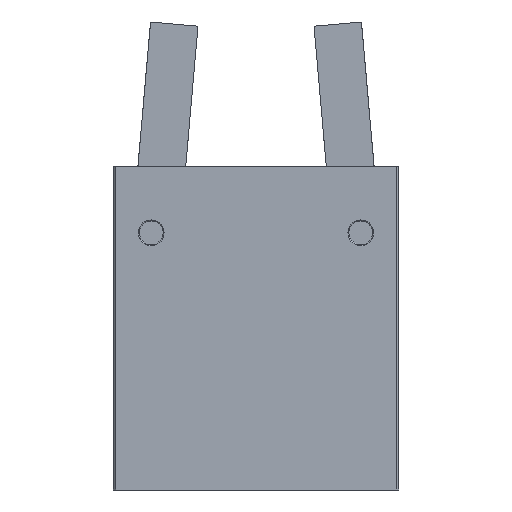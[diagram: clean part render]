
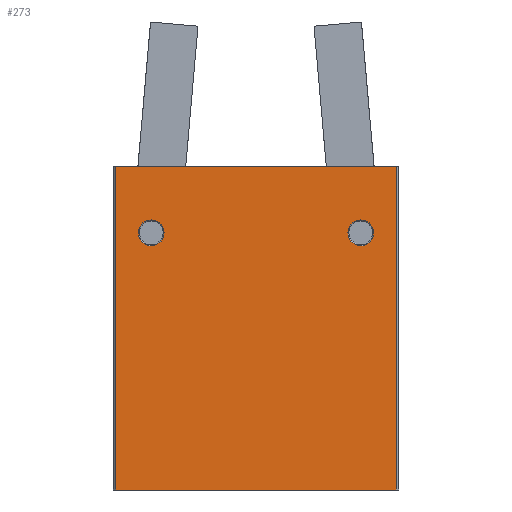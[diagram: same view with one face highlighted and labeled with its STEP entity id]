
A CAD part, left-side view. The second image highlights one B-rep face of the part: STEP entity #273.
In plain terms, the highlighted face is planar.
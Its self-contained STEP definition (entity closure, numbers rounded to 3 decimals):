
#273 = ADVANCED_FACE( '', ( #548, #549, #550 ), #551, .F. );
#548 = FACE_BOUND( '', #884, .T. );
#549 = FACE_BOUND( '', #885, .T. );
#550 = FACE_OUTER_BOUND( '', #886, .T. );
#551 = PLANE( '', #887 );
#884 = EDGE_LOOP( '', ( #1615 ) );
#885 = EDGE_LOOP( '', ( #1616 ) );
#886 = EDGE_LOOP( '', ( #1617, #1618, #1619, #1620 ) );
#887 = AXIS2_PLACEMENT_3D( '', #1621, #1622, #1623 );
#1615 = ORIENTED_EDGE( '', *, *, #2086, .F. );
#1616 = ORIENTED_EDGE( '', *, *, #2083, .F. );
#1617 = ORIENTED_EDGE( '', *, *, #2045, .T. );
#1618 = ORIENTED_EDGE( '', *, *, #2098, .F. );
#1619 = ORIENTED_EDGE( '', *, *, #2023, .F. );
#1620 = ORIENTED_EDGE( '', *, *, #2048, .T. );
#1621 = CARTESIAN_POINT( '', ( 68., 29.5, 20. ) );
#1622 = DIRECTION( '', ( 0., 0., -1. ) );
#1623 = DIRECTION( '', ( -1., 0., 0. ) );
#2023 = EDGE_CURVE( '', #2470, #2471, #2472, .T. );
#2045 = EDGE_CURVE( '', #2512, #2510, #2513, .T. );
#2048 = EDGE_CURVE( '', #2470, #2512, #2517, .T. );
#2083 = EDGE_CURVE( '', #2566, #2566, #2567, .T. );
#2086 = EDGE_CURVE( '', #2572, #2572, #2573, .T. );
#2098 = EDGE_CURVE( '', #2471, #2510, #2593, .T. );
#2470 = VERTEX_POINT( '', #3140 );
#2471 = VERTEX_POINT( '', #3141 );
#2472 = LINE( '', #3142, #3143 );
#2510 = VERTEX_POINT( '', #3199 );
#2512 = VERTEX_POINT( '', #3202 );
#2513 = LINE( '', #3203, #3204 );
#2517 = LINE( '', #3210, #3211 );
#2566 = VERTEX_POINT( '', #3268 );
#2567 = CIRCLE( '', #3269, 2.7 );
#2572 = VERTEX_POINT( '', #3274 );
#2573 = CIRCLE( '', #3275, 2.7 );
#2593 = LINE( '', #3343, #3344 );
#3140 = CARTESIAN_POINT( '', ( 68., 29.5, 20. ) );
#3141 = CARTESIAN_POINT( '', ( 68., -29.5, 20. ) );
#3142 = CARTESIAN_POINT( '', ( 68., 29.5, 20. ) );
#3143 = VECTOR( '', #3705, 1000. );
#3199 = CARTESIAN_POINT( '', ( 0., -29.5, 20. ) );
#3202 = CARTESIAN_POINT( '', ( 0., 29.5, 20. ) );
#3203 = CARTESIAN_POINT( '', ( 0., 29.5, 20. ) );
#3204 = VECTOR( '', #3731, 1000. );
#3210 = CARTESIAN_POINT( '', ( 68., 29.5, 20. ) );
#3211 = VECTOR( '', #3734, 1000. );
#3268 = CARTESIAN_POINT( '', ( 16.7, -22., 20. ) );
#3269 = AXIS2_PLACEMENT_3D( '', #3803, #3804, #3805 );
#3274 = CARTESIAN_POINT( '', ( 16.7, 22., 20. ) );
#3275 = AXIS2_PLACEMENT_3D( '', #3812, #3813, #3814 );
#3343 = CARTESIAN_POINT( '', ( 68., -29.5, 20. ) );
#3344 = VECTOR( '', #3839, 1000. );
#3705 = DIRECTION( '', ( 0., -1., 0. ) );
#3731 = DIRECTION( '', ( 0., -1., 0. ) );
#3734 = DIRECTION( '', ( -1., 0., 0. ) );
#3803 = CARTESIAN_POINT( '', ( 14., -22., 20. ) );
#3804 = DIRECTION( '', ( 0., 0., 1. ) );
#3805 = DIRECTION( '', ( 1., 0., 0. ) );
#3812 = CARTESIAN_POINT( '', ( 14., 22., 20. ) );
#3813 = DIRECTION( '', ( 0., 0., 1. ) );
#3814 = DIRECTION( '', ( 1., 0., 0. ) );
#3839 = DIRECTION( '', ( -1., 0., 0. ) );
